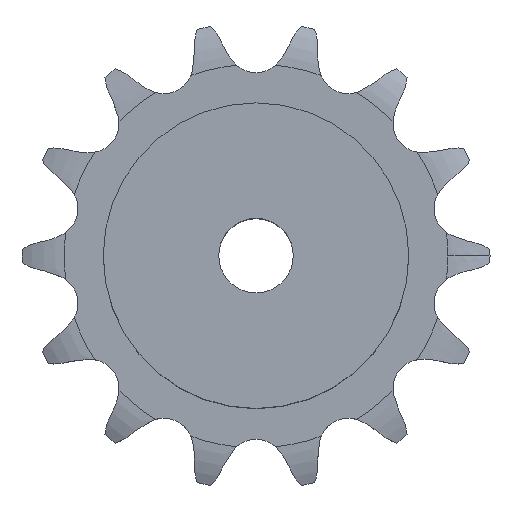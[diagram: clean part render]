
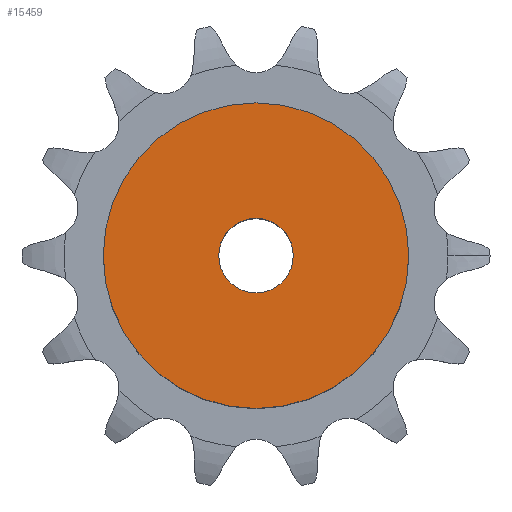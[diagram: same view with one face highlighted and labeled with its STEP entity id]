
A CAD part, top view. The second image highlights one B-rep face of the part: STEP entity #15459.
In plain terms, the highlighted planar face has unit normal (0, 0, 1).
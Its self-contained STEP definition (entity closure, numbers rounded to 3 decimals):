
#2328 = CYLINDRICAL_SURFACE('',#2329,20.5);
#2329 = AXIS2_PLACEMENT_3D('',#2330,#2331,#2332);
#2330 = CARTESIAN_POINT('',(0.,0.,0.));
#2331 = DIRECTION('',(-0.,-0.,-1.));
#2332 = DIRECTION('',(1.,0.,0.));
#9964 = VERTEX_POINT('',#9965);
#9965 = CARTESIAN_POINT('',(20.5,0.,28.));
#9986 = EDGE_CURVE('',#9964,#9964,#9987,.T.);
#9987 = SURFACE_CURVE('',#9988,(#9993,#10000),.PCURVE_S1.);
#9988 = CIRCLE('',#9989,20.5);
#9989 = AXIS2_PLACEMENT_3D('',#9990,#9991,#9992);
#9990 = CARTESIAN_POINT('',(0.,0.,28.));
#9991 = DIRECTION('',(0.,0.,1.));
#9992 = DIRECTION('',(1.,0.,0.));
#9993 = PCURVE('',#2328,#9994);
#9994 = DEFINITIONAL_REPRESENTATION('',(#9995),#9999);
#9995 = LINE('',#9996,#9997);
#9996 = CARTESIAN_POINT('',(-0.,-28.));
#9997 = VECTOR('',#9998,1.);
#9998 = DIRECTION('',(-1.,0.));
#9999 = ( GEOMETRIC_REPRESENTATION_CONTEXT(2) 
PARAMETRIC_REPRESENTATION_CONTEXT() REPRESENTATION_CONTEXT('2D SPACE',''
  ) );
#10000 = PCURVE('',#10001,#10006);
#10001 = PLANE('',#10002);
#10002 = AXIS2_PLACEMENT_3D('',#10003,#10004,#10005);
#10003 = CARTESIAN_POINT('',(0.,0.,28.
    ));
#10004 = DIRECTION('',(0.,0.,1.));
#10005 = DIRECTION('',(1.,0.,0.));
#10006 = DEFINITIONAL_REPRESENTATION('',(#10007),#10011);
#10007 = CIRCLE('',#10008,20.5);
#10008 = AXIS2_PLACEMENT_2D('',#10009,#10010);
#10009 = CARTESIAN_POINT('',(0.,0.));
#10010 = DIRECTION('',(1.,0.));
#10011 = ( GEOMETRIC_REPRESENTATION_CONTEXT(2) 
PARAMETRIC_REPRESENTATION_CONTEXT() REPRESENTATION_CONTEXT('2D SPACE',''
  ) );
#13224 = CYLINDRICAL_SURFACE('',#13225,5.);
#13225 = AXIS2_PLACEMENT_3D('',#13226,#13227,#13228);
#13226 = CARTESIAN_POINT('',(0.,0.,104.146));
#13227 = DIRECTION('',(0.,0.,1.));
#13228 = DIRECTION('',(1.,0.,0.));
#15459 = ADVANCED_FACE('',(#15460,#15463),#10001,.T.);
#15460 = FACE_BOUND('',#15461,.T.);
#15461 = EDGE_LOOP('',(#15462));
#15462 = ORIENTED_EDGE('',*,*,#9986,.T.);
#15463 = FACE_BOUND('',#15464,.T.);
#15464 = EDGE_LOOP('',(#15465));
#15465 = ORIENTED_EDGE('',*,*,#15466,.F.);
#15466 = EDGE_CURVE('',#15467,#15467,#15469,.T.);
#15467 = VERTEX_POINT('',#15468);
#15468 = CARTESIAN_POINT('',(5.,0.,28.));
#15469 = SURFACE_CURVE('',#15470,(#15475,#15482),.PCURVE_S1.);
#15470 = CIRCLE('',#15471,5.);
#15471 = AXIS2_PLACEMENT_3D('',#15472,#15473,#15474);
#15472 = CARTESIAN_POINT('',(0.,0.,28.));
#15473 = DIRECTION('',(0.,0.,1.));
#15474 = DIRECTION('',(1.,0.,0.));
#15475 = PCURVE('',#10001,#15476);
#15476 = DEFINITIONAL_REPRESENTATION('',(#15477),#15481);
#15477 = CIRCLE('',#15478,5.);
#15478 = AXIS2_PLACEMENT_2D('',#15479,#15480);
#15479 = CARTESIAN_POINT('',(0.,0.));
#15480 = DIRECTION('',(1.,0.));
#15481 = ( GEOMETRIC_REPRESENTATION_CONTEXT(2) 
PARAMETRIC_REPRESENTATION_CONTEXT() REPRESENTATION_CONTEXT('2D SPACE',''
  ) );
#15482 = PCURVE('',#13224,#15483);
#15483 = DEFINITIONAL_REPRESENTATION('',(#15484),#15488);
#15484 = LINE('',#15485,#15486);
#15485 = CARTESIAN_POINT('',(0.,-76.146));
#15486 = VECTOR('',#15487,1.);
#15487 = DIRECTION('',(1.,0.));
#15488 = ( GEOMETRIC_REPRESENTATION_CONTEXT(2) 
PARAMETRIC_REPRESENTATION_CONTEXT() REPRESENTATION_CONTEXT('2D SPACE',''
  ) );
